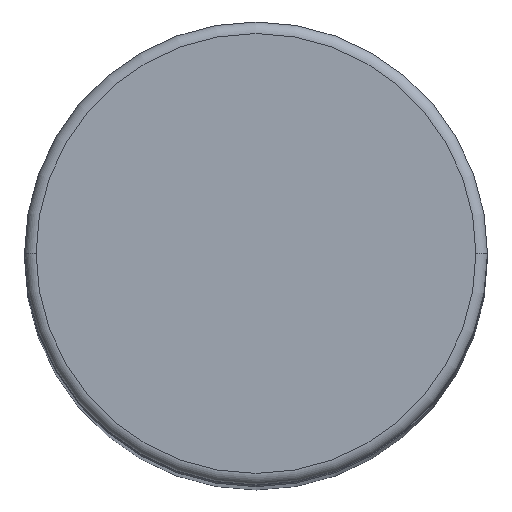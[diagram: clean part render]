
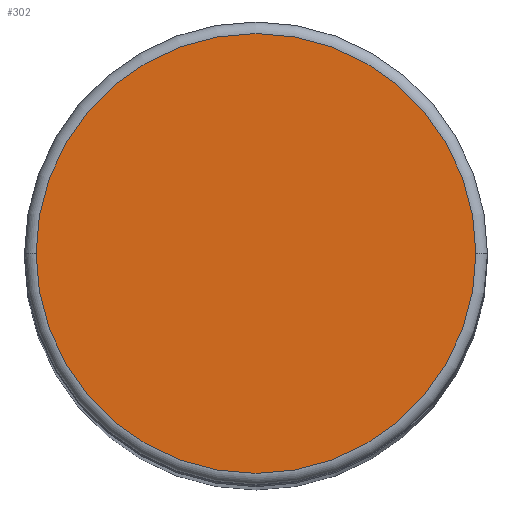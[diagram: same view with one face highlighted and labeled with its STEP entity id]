
A CAD part, top view. The second image highlights one B-rep face of the part: STEP entity #302.
In plain terms, the highlighted planar face has unit normal (0, 0, 1).
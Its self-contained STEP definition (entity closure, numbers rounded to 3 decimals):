
#9 = EDGE_CURVE ( 'NONE', #68, #35, #311, .T. ) ;
#35 = VERTEX_POINT ( 'NONE', #172 ) ;
#65 = ORIENTED_EDGE ( 'NONE', *, *, #9, .F. ) ;
#68 = VERTEX_POINT ( 'NONE', #340 ) ;
#74 = ORIENTED_EDGE ( 'NONE', *, *, #267, .F. ) ;
#139 = CARTESIAN_POINT ( 'NONE',  ( 0., 0., 100. ) ) ;
#172 = CARTESIAN_POINT ( 'NONE',  ( 7.6, 0., 100. ) ) ;
#250 = DIRECTION ( 'NONE',  ( -1., 0., 0. ) ) ;
#251 = DIRECTION ( 'NONE',  ( 0., 0., -1. ) ) ;
#267 = EDGE_CURVE ( 'NONE', #35, #68, #660, .T. ) ;
#286 = EDGE_LOOP ( 'NONE', ( #65, #74 ) ) ;
#288 = FACE_OUTER_BOUND ( 'NONE', #286, .T. ) ;
#302 = ADVANCED_FACE ( 'NONE', ( #288 ), #735, .F. ) ;
#310 = AXIS2_PLACEMENT_3D ( 'NONE', #139, #251, #250 ) ;
#311 = CIRCLE ( 'NONE', #310, 7.6 ) ;
#340 = CARTESIAN_POINT ( 'NONE',  ( -7.6, 0., 100. ) ) ;
#660 = CIRCLE ( 'NONE', #670, 7.6 ) ;
#670 = AXIS2_PLACEMENT_3D ( 'NONE', #687, #686, #685 ) ;
#685 = DIRECTION ( 'NONE',  ( -1., 0., 0. ) ) ;
#686 = DIRECTION ( 'NONE',  ( 0., 0., -1. ) ) ;
#687 = CARTESIAN_POINT ( 'NONE',  ( 0., 0., 100. ) ) ;
#735 = PLANE ( 'NONE',  #736 ) ;
#736 = AXIS2_PLACEMENT_3D ( 'NONE', #770, #760, #759 ) ;
#759 = DIRECTION ( 'NONE',  ( -1., 0., 0. ) ) ;
#760 = DIRECTION ( 'NONE',  ( 0., 0., -1. ) ) ;
#770 = CARTESIAN_POINT ( 'NONE',  ( 0., 0., 100. ) ) ;
